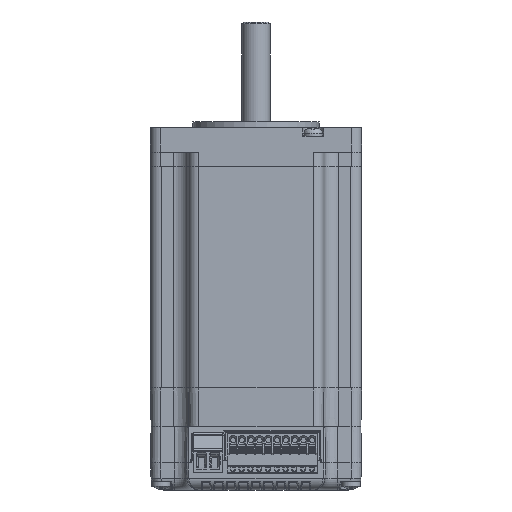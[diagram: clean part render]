
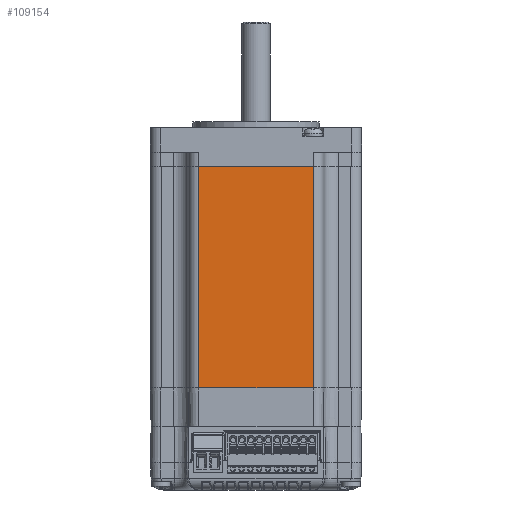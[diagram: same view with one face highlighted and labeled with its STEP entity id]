
A CAD part, front view. The second image highlights one B-rep face of the part: STEP entity #109154.
In plain terms, the highlighted planar face has unit normal (0, -1, 0).
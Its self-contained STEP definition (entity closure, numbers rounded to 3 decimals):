
#4463 = DIRECTION ( 'NONE',  ( 0., -1., 0. ) ) ;
#6657 = CARTESIAN_POINT ( 'NONE',  ( 16.245, -29.995, -159.701 ) ) ;
#13086 = VERTEX_POINT ( 'NONE', #146526 ) ;
#13193 = LINE ( 'NONE', #119223, #102811 ) ;
#16287 = ORIENTED_EDGE ( 'NONE', *, *, #203769, .T. ) ;
#25059 = PLANE ( 'NONE',  #103983 ) ;
#32268 = EDGE_CURVE ( 'NONE', #34996, #13086, #13193, .T. ) ;
#34996 = VERTEX_POINT ( 'NONE', #138945 ) ;
#47709 = DIRECTION ( 'NONE',  ( 0., 0., 1. ) ) ;
#50222 = VERTEX_POINT ( 'NONE', #125022 ) ;
#57229 = DIRECTION ( 'NONE',  ( 1., 0., 0. ) ) ;
#83313 = LINE ( 'NONE', #171434, #218151 ) ;
#97685 = FACE_OUTER_BOUND ( 'NONE', #207022, .T. ) ;
#100000 = DIRECTION ( 'NONE',  ( 1., 0., 0. ) ) ;
#102811 = VECTOR ( 'NONE', #47709, 1000. ) ;
#102866 = EDGE_CURVE ( 'NONE', #13086, #123788, #202526, .T. ) ;
#103983 = AXIS2_PLACEMENT_3D ( 'NONE', #152392, #4463, #167530 ) ;
#105507 = VECTOR ( 'NONE', #187656, 1000. ) ;
#109154 = ADVANCED_FACE ( 'NONE', ( #97685 ), #25059, .T. ) ;
#119223 = CARTESIAN_POINT ( 'NONE',  ( -16.245, -29.995, -159.701 ) ) ;
#123788 = VERTEX_POINT ( 'NONE', #222485 ) ;
#125022 = CARTESIAN_POINT ( 'NONE',  ( 16.245, -29.995, -74. ) ) ;
#138945 = CARTESIAN_POINT ( 'NONE',  ( -16.245, -29.995, -74. ) ) ;
#146526 = CARTESIAN_POINT ( 'NONE',  ( -16.245, -29.995, -11. ) ) ;
#152392 = CARTESIAN_POINT ( 'NONE',  ( -16.245, -29.995, -159.701 ) ) ;
#158424 = VECTOR ( 'NONE', #57229, 1000. ) ;
#164871 = ORIENTED_EDGE ( 'NONE', *, *, #230551, .T. ) ;
#167530 = DIRECTION ( 'NONE',  ( 1., 0., 0. ) ) ;
#171434 = CARTESIAN_POINT ( 'NONE',  ( -16.245, -29.995, -74. ) ) ;
#179436 = ORIENTED_EDGE ( 'NONE', *, *, #32268, .F. ) ;
#187656 = DIRECTION ( 'NONE',  ( 0., 0., 1. ) ) ;
#202526 = LINE ( 'NONE', #220411, #158424 ) ;
#203769 = EDGE_CURVE ( 'NONE', #50222, #123788, #226881, .T. ) ;
#207022 = EDGE_LOOP ( 'NONE', ( #164871, #16287, #227968, #179436 ) ) ;
#218151 = VECTOR ( 'NONE', #100000, 1000. ) ;
#220411 = CARTESIAN_POINT ( 'NONE',  ( -16.245, -29.995, -11. ) ) ;
#222485 = CARTESIAN_POINT ( 'NONE',  ( 16.245, -29.995, -11. ) ) ;
#226881 = LINE ( 'NONE', #6657, #105507 ) ;
#227968 = ORIENTED_EDGE ( 'NONE', *, *, #102866, .F. ) ;
#230551 = EDGE_CURVE ( 'NONE', #34996, #50222, #83313, .T. ) ;
